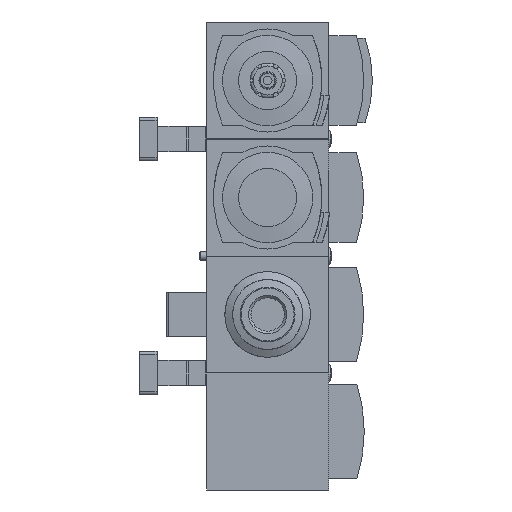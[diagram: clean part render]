
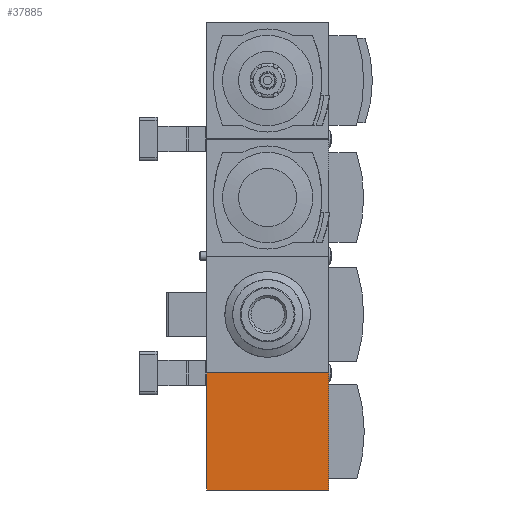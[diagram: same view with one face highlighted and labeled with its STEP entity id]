
A CAD part, front view. The second image highlights one B-rep face of the part: STEP entity #37885.
In plain terms, the highlighted planar face has unit normal (0, -1, 0).
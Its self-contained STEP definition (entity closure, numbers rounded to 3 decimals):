
#1229=PLANE('',#40328);
#3780=LINE('',#55938,#6737);
#3886=LINE('',#56160,#6843);
#3901=LINE('',#56198,#6858);
#3942=LINE('',#56306,#6899);
#6737=VECTOR('',#46989,1000.);
#6843=VECTOR('',#47161,1000.);
#6858=VECTOR('',#47190,1000.);
#6899=VECTOR('',#47273,1000.);
#14832=ORIENTED_EDGE('',*,*,#18966,.F.);
#14833=ORIENTED_EDGE('',*,*,#19080,.F.);
#14834=ORIENTED_EDGE('',*,*,#19154,.F.);
#14835=ORIENTED_EDGE('',*,*,#19100,.F.);
#18966=EDGE_CURVE('',#21927,#21928,#3780,.T.);
#19080=EDGE_CURVE('',#22010,#21927,#3886,.T.);
#19100=EDGE_CURVE('',#21928,#22027,#3901,.T.);
#19154=EDGE_CURVE('',#22027,#22010,#3942,.T.);
#21927=VERTEX_POINT('',#55937);
#21928=VERTEX_POINT('',#55939);
#22010=VERTEX_POINT('',#56159);
#22027=VERTEX_POINT('',#56199);
#24710=EDGE_LOOP('',(#14832,#14833,#14834,#14835));
#26414=FACE_BOUND('',#24710,.T.);
#37885=ADVANCED_FACE('',(#26414),#1229,.F.);
#40328=AXIS2_PLACEMENT_3D('',#56888,#47770,#47771);
#46989=DIRECTION('',(0.,0.,1.));
#47161=DIRECTION('',(-1.,0.,0.));
#47190=DIRECTION('',(1.,0.,0.));
#47273=DIRECTION('',(0.,0.,-1.));
#47770=DIRECTION('',(0.,1.,0.));
#47771=DIRECTION('',(0.,0.,1.));
#55937=CARTESIAN_POINT('',(-21.,-31.5,-20.1));
#55938=CARTESIAN_POINT('',(-21.,-31.5,-20.1));
#55939=CARTESIAN_POINT('',(-21.,-31.5,20.1));
#56159=CARTESIAN_POINT('',(21.,-31.5,-20.1));
#56160=CARTESIAN_POINT('',(21.,-31.5,-20.1));
#56198=CARTESIAN_POINT('',(-21.,-31.5,20.1));
#56199=CARTESIAN_POINT('',(21.,-31.5,20.1));
#56306=CARTESIAN_POINT('',(21.,-31.5,20.1));
#56888=CARTESIAN_POINT('',(0.,-31.5,0.));
